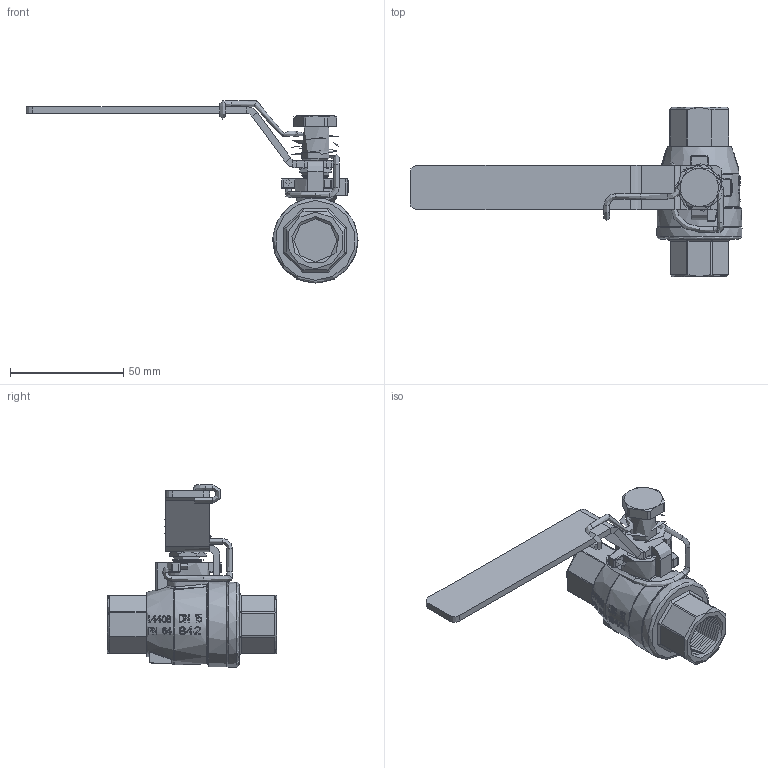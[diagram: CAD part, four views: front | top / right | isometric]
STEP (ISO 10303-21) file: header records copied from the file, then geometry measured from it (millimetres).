
FILE_DESCRIPTION(/* description */ (''),/* implementation_level */ '2;1');
FILE_NAME(/* name */ '842_842F_15.stp',/* time_stamp */ '2021-04-14T09:51:30+02:00',/* author */ ('sga-ext'),/* organization */ (''),/* preprocessor_version */ 'ST-DEVELOPER v18.1',/* originating_system */ 'Autodesk Inventor 2021',/* authorisation */ '');
FILE_SCHEMA (('AUTOMOTIVE_DESIGN { 1 0 10303 214 3 1 1 }'));
Length unit declared in the file: millimetre
Products named in the file (1): ENG-067844
Bounding box: 146.85 x 75 x 80.55 mm (x, y, z)
Volume: 66166.9 mm3; surface area: 23922.1 mm2
Topology: 1 solids, 1 shells, 1010 faces, 2759 edges, 1801 vertices
Faces by surface type: plane 753, cylinder 127, bspline 55, cone 43, torus 32
Full cylindrical faces by diameter (mm): 2.5 x7, 12 x1, 12.504 x1, 19.1 x17, 19.266 x10, 37.46 x2, 37.7 x1
Entity records: 38983 total; most frequent: CARTESIAN_POINT 12634, ORIENTED_EDGE 5518, DIRECTION 5168, EDGE_CURVE 2759, AXIS2_PLACEMENT_3D 1970, VERTEX_POINT 1801, LINE 1228, VECTOR 1228
